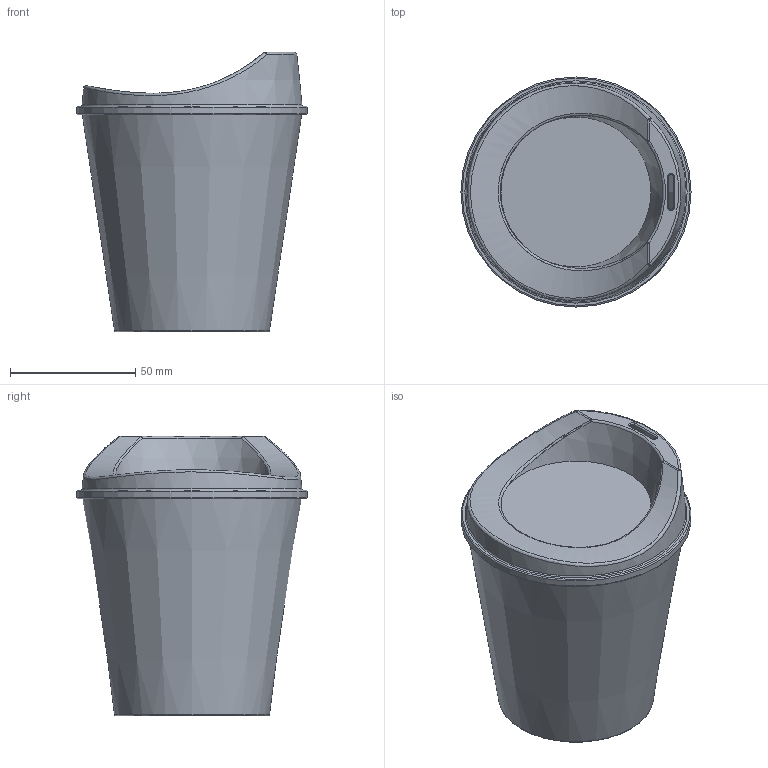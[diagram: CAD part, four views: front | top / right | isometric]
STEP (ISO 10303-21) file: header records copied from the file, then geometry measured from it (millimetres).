
FILE_DESCRIPTION(/* description */ (''),/* implementation_level */ '2;1');
FILE_NAME(/* name */ 'coffee_cup.step',/* time_stamp */ '2022-02-14T12:58:41+08:00',/* author */ (''),/* organization */ (''),/* preprocessor_version */ 'ST-DEVELOPER v18.1',/* originating_system */ 'Autodesk Translation Framework v10.13.0.1454',/* authorisation */ '');
FILE_SCHEMA (('AUTOMOTIVE_DESIGN { 1 0 10303 214 3 1 1 }'));
Length unit declared in the file: millimetre
Products named in the file (3): week 03 - coffee cup; Cup; Cap
Assembly tree (2 placements, depth 2):
  week 03 - coffee cup
    Cup
    Cap
Bounding box: 92 x 92 x 111.72 mm (x, y, z)
Volume: 31086.6 mm3; surface area: 71792.3 mm2
Topology: 2 solids, 2 shells, 62 faces, 122 edges, 70 vertices
Faces by surface type: torus 17, plane 12, bspline 10, cylinder 8, sphere 8, cone 7
Full cylindrical faces by diameter (mm): 60 x1, 88 x2, 90 x2, 92 x1
Entity records: 2511 total; most frequent: CARTESIAN_POINT 1142, DIRECTION 299, ORIENTED_EDGE 244, AXIS2_PLACEMENT_3D 141, EDGE_CURVE 122, CIRCLE 84, EDGE_LOOP 70, VERTEX_POINT 70
